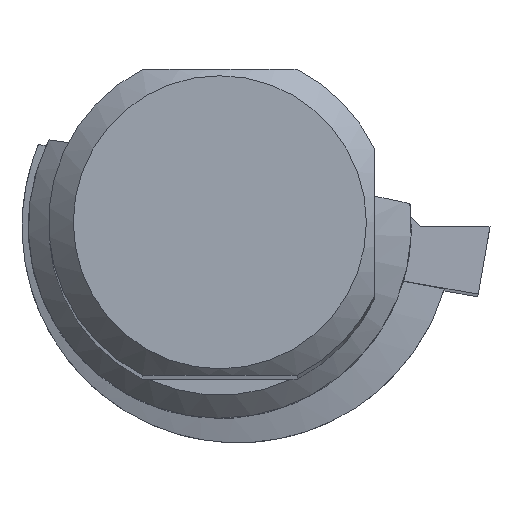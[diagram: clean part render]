
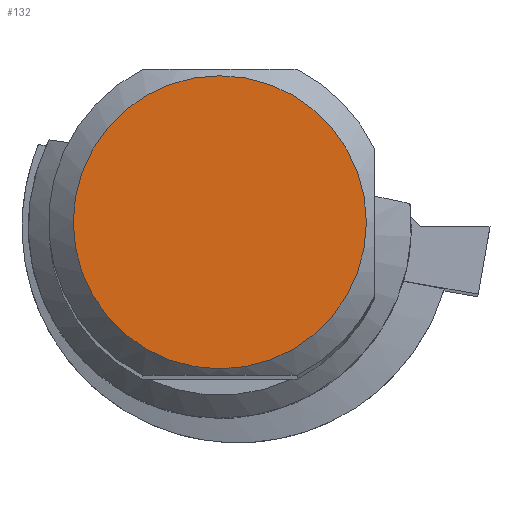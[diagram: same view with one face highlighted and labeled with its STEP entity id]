
A CAD part, top view. The second image highlights one B-rep face of the part: STEP entity #132.
In plain terms, the highlighted planar face has unit normal (0, 0, 1).
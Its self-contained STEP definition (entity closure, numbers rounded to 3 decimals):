
#132=ADVANCED_FACE('',(#210),#167,.T.);
#167=PLANE('',#978);
#210=FACE_OUTER_BOUND('',#256,.T.);
#256=EDGE_LOOP('',(#620));
#620=ORIENTED_EDGE('',*,*,#841,.F.);
#726=VERTEX_POINT('',#1494);
#841=EDGE_CURVE('',#726,#726,#877,.T.);
#877=CIRCLE('',#977,16.3);
#977=AXIS2_PLACEMENT_3D('',#1493,#1197,#1198);
#978=AXIS2_PLACEMENT_3D('',#1495,#1199,#1200);
#1197=DIRECTION('',(0.,0.,-1.));
#1198=DIRECTION('',(1.,0.,0.));
#1199=DIRECTION('',(0.,0.,1.));
#1200=DIRECTION('',(-1.,0.,0.));
#1493=CARTESIAN_POINT('',(0.,0.,235.9));
#1494=CARTESIAN_POINT('',(16.3,0.,235.9));
#1495=CARTESIAN_POINT('',(16.3,0.,235.9));
